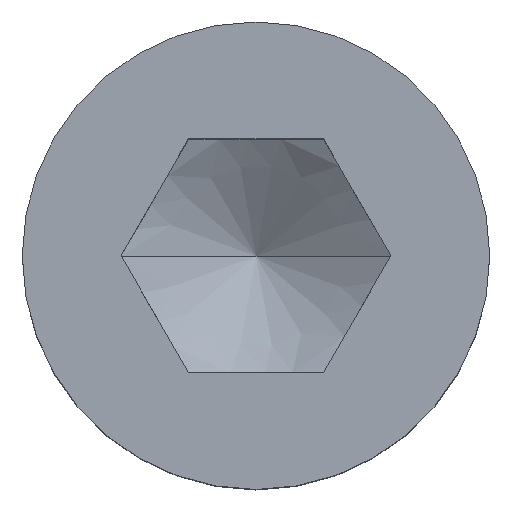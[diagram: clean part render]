
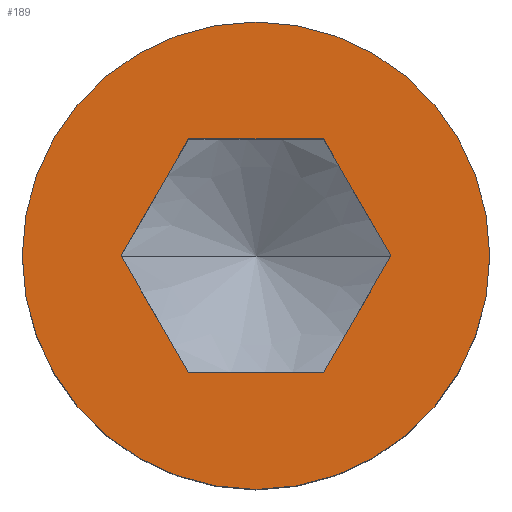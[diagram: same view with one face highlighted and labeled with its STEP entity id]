
A CAD part, top view. The second image highlights one B-rep face of the part: STEP entity #189.
In plain terms, the highlighted planar face has unit normal (0, 0, 1).
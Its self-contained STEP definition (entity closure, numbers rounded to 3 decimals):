
#149=EDGE_CURVE('',#169,#177,#364,.T.);
#157=EDGE_CURVE('',#241,#261,#372,.T.);
#167=EDGE_CURVE('',#261,#241,#385,.T.);
#169=VERTEX_POINT('',#387);
#177=VERTEX_POINT('',#396);
#183=EDGE_CURVE('',#301,#201,#402,.T.);
#189=ADVANCED_FACE('',(#408,#409),#410,.T.);
#191=VERTEX_POINT('',#412);
#195=EDGE_CURVE('',#201,#249,#416,.T.);
#201=VERTEX_POINT('',#424);
#241=VERTEX_POINT('',#469);
#249=VERTEX_POINT('',#477);
#251=EDGE_CURVE('',#249,#169,#479,.T.);
#261=VERTEX_POINT('',#491);
#269=EDGE_CURVE('',#191,#301,#499,.T.);
#301=VERTEX_POINT('',#535);
#303=EDGE_CURVE('',#177,#191,#537,.T.);
#364=LINE('',#598,#599);
#372=CIRCLE('',#611,19.0);
#385=CIRCLE('',#629,19.0);
#387=CARTESIAN_POINT('',(10.97,0.0,24.0));
#396=CARTESIAN_POINT('',(5.485,-9.5,24.0));
#402=LINE('',#660,#661);
#408=FACE_OUTER_BOUND('',#669,.T.);
#409=FACE_BOUND('',#670,.T.);
#410=PLANE('',#671);
#412=CARTESIAN_POINT('',(-5.485,-9.5,24.0));
#416=LINE('',#680,#681);
#424=CARTESIAN_POINT('',(-5.485,9.5,24.0));
#469=CARTESIAN_POINT('',(-19.0,0.0,24.0));
#477=CARTESIAN_POINT('',(5.485,9.5,24.0));
#479=LINE('',#790,#791);
#491=CARTESIAN_POINT('',(19.0,0.,24.0));
#499=LINE('',#816,#817);
#535=CARTESIAN_POINT('',(-10.97,0.0,24.0));
#537=LINE('',#863,#864);
#598=CARTESIAN_POINT('',(6.856,-7.125,24.0));
#599=VECTOR('',#945,1.0);
#611=AXIS2_PLACEMENT_3D('',#955,#956,#957);
#629=AXIS2_PLACEMENT_3D('',#976,#977,#978);
#660=CARTESIAN_POINT('',(-6.856,7.125,24.0));
#661=VECTOR('',#991,1.0);
#669=EDGE_LOOP('',(#994,#995));
#670=EDGE_LOOP('',(#996,#997,#998,#999,#1000,#1001));
#671=AXIS2_PLACEMENT_3D('',#1002,#1003,#1004);
#680=CARTESIAN_POINT('',(2.742,9.5,24.0));
#681=VECTOR('',#1006,1.0);
#790=CARTESIAN_POINT('',(9.598,2.375,24.0));
#791=VECTOR('',#1071,1.0);
#816=CARTESIAN_POINT('',(-9.598,-2.375,24.0));
#817=VECTOR('',#1089,1.0);
#863=CARTESIAN_POINT('',(-2.742,-9.5,24.0));
#864=VECTOR('',#1131,1.0);
#945=DIRECTION('',(-0.5,-0.866,0.0));
#955=CARTESIAN_POINT('',(0.0,0.0,24.0));
#956=DIRECTION('',(0.0,0.0,1.0));
#957=DIRECTION('',(1.0,0.0,0.0));
#976=CARTESIAN_POINT('',(0.0,0.0,24.0));
#977=DIRECTION('',(0.0,0.0,1.0));
#978=DIRECTION('',(1.0,0.0,0.0));
#991=DIRECTION('',(0.5,0.866,0.0));
#994=ORIENTED_EDGE('',*,*,#157,.T.);
#995=ORIENTED_EDGE('',*,*,#167,.T.);
#996=ORIENTED_EDGE('',*,*,#269,.T.);
#997=ORIENTED_EDGE('',*,*,#183,.T.);
#998=ORIENTED_EDGE('',*,*,#195,.T.);
#999=ORIENTED_EDGE('',*,*,#251,.T.);
#1000=ORIENTED_EDGE('',*,*,#149,.T.);
#1001=ORIENTED_EDGE('',*,*,#303,.T.);
#1002=CARTESIAN_POINT('',(-14.486,0.,24.0));
#1003=DIRECTION('',(0.0,0.0,1.0));
#1004=DIRECTION('',(-1.0,0.,0.0));
#1006=DIRECTION('',(1.0,0.0,0.0));
#1071=DIRECTION('',(0.5,-0.866,0.0));
#1089=DIRECTION('',(-0.5,0.866,0.0));
#1131=DIRECTION('',(-1.0,0.0,0.0));
